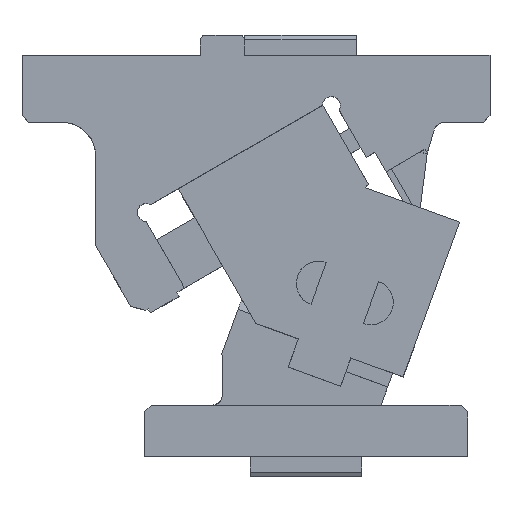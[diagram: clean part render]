
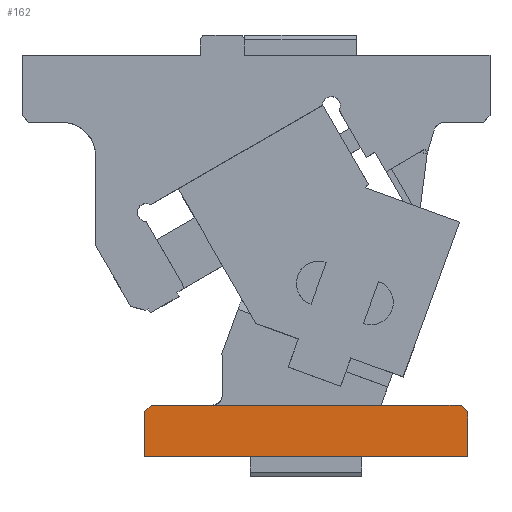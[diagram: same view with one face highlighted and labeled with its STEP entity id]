
A CAD part, top view. The second image highlights one B-rep face of the part: STEP entity #162.
In plain terms, the highlighted planar face has unit normal (0, 0, 1).
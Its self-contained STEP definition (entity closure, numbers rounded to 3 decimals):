
#70=CARTESIAN_POINT('Vertex',(1366.046,0.,0.)) ;
#73=CARTESIAN_POINT('Line Origine',(1366.046,10.,0.)) ;
#77=CARTESIAN_POINT('Vertex',(1366.046,20.,0.)) ;
#104=CARTESIAN_POINT('Line Origine',(1367.546,21.5,0.)) ;
#108=CARTESIAN_POINT('Vertex',(1369.046,23.,0.)) ;
#123=CARTESIAN_POINT('Axis2P3D Location',(1511.046,0.,0.)) ;
#128=CARTESIAN_POINT('Line Origine',(1511.046,10.,0.)) ;
#132=CARTESIAN_POINT('Vertex',(1511.046,20.,0.)) ;
#134=CARTESIAN_POINT('Vertex',(1511.046,0.,0.)) ;
#137=CARTESIAN_POINT('Line Origine',(1509.546,21.5,0.)) ;
#141=CARTESIAN_POINT('Vertex',(1508.046,23.,0.)) ;
#144=CARTESIAN_POINT('Line Origine',(1438.546,23.,0.)) ;
#149=CARTESIAN_POINT('Line Origine',(1438.546,0.,0.)) ;
#74=DIRECTION('Vector Direction',(0.,-1.,0.)) ;
#105=DIRECTION('Vector Direction',(0.707,0.707,0.)) ;
#124=DIRECTION('Axis2P3D Direction',(0.,0.,1.)) ;
#125=DIRECTION('Axis2P3D XDirection',(1.,0.,0.)) ;
#129=DIRECTION('Vector Direction',(0.,-1.,0.)) ;
#138=DIRECTION('Vector Direction',(-0.707,0.707,0.)) ;
#145=DIRECTION('Vector Direction',(-1.,0.,0.)) ;
#150=DIRECTION('Vector Direction',(1.,0.,0.)) ;
#126=AXIS2_PLACEMENT_3D('Plane Axis2P3D',#123,#124,#125) ;
#155=ORIENTED_EDGE('',*,*,#136,.F.) ;
#156=ORIENTED_EDGE('',*,*,#143,.T.) ;
#157=ORIENTED_EDGE('',*,*,#148,.T.) ;
#158=ORIENTED_EDGE('',*,*,#110,.F.) ;
#159=ORIENTED_EDGE('',*,*,#79,.T.) ;
#160=ORIENTED_EDGE('',*,*,#153,.T.) ;
#75=VECTOR('Line Direction',#74,1.) ;
#106=VECTOR('Line Direction',#105,1.) ;
#130=VECTOR('Line Direction',#129,1.) ;
#139=VECTOR('Line Direction',#138,1.) ;
#146=VECTOR('Line Direction',#145,1.) ;
#151=VECTOR('Line Direction',#150,1.) ;
#162=ADVANCED_FACE('CAM DRIVER',(#161),#127,.T.) ;
#79=EDGE_CURVE('',#78,#71,#76,.T.) ;
#110=EDGE_CURVE('',#78,#109,#107,.T.) ;
#136=EDGE_CURVE('',#133,#135,#131,.T.) ;
#143=EDGE_CURVE('',#133,#142,#140,.T.) ;
#148=EDGE_CURVE('',#142,#109,#147,.T.) ;
#153=EDGE_CURVE('',#71,#135,#152,.T.) ;
#154=EDGE_LOOP('',(#155,#156,#157,#158,#159,#160)) ;
#161=FACE_OUTER_BOUND('',#154,.T.) ;
#76=LINE('Line',#73,#75) ;
#107=LINE('Line',#104,#106) ;
#131=LINE('Line',#128,#130) ;
#140=LINE('Line',#137,#139) ;
#147=LINE('Line',#144,#146) ;
#152=LINE('Line',#149,#151) ;
#127=PLANE('Plane',#126) ;
#71=VERTEX_POINT('',#70) ;
#78=VERTEX_POINT('',#77) ;
#109=VERTEX_POINT('',#108) ;
#133=VERTEX_POINT('',#132) ;
#135=VERTEX_POINT('',#134) ;
#142=VERTEX_POINT('',#141) ;
